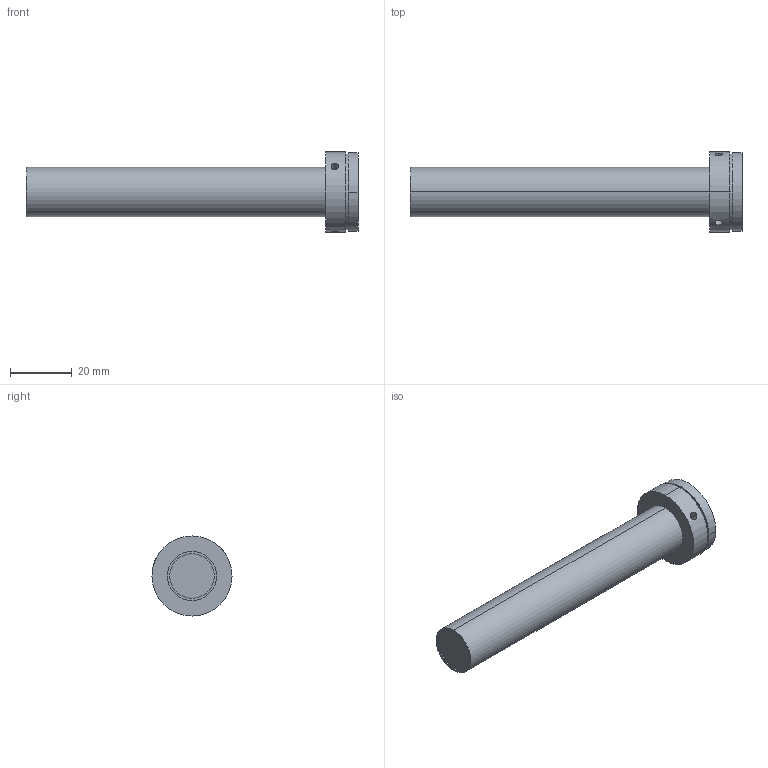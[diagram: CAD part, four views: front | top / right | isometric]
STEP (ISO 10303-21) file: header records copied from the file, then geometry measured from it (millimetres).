
FILE_DESCRIPTION (( 'STEP AP203' ), '1' );
FILE_NAME ('WWL40-65A.STEP', '2019-12-03T06:40:17', ( 'Windows 蚚誧' ), ( '' ), 'SwSTEP 2.0', 'SolidWorks 2017', '' );
FILE_SCHEMA (( 'CONFIG_CONTROL_DESIGN' ));
Length unit declared in the file: millimetre
Products named in the file (1): WWL40-65A
Bounding box: 107.83 x 26 x 26 mm (x, y, z)
Volume: 24016.5 mm3; surface area: 7057.4 mm2
Topology: 1 solids, 1 shells, 34 faces, 70 edges, 45 vertices
Faces by surface type: cylinder 21, plane 7, cone 6
Entity records: 1165 total; most frequent: CARTESIAN_POINT 364, DIRECTION 158, ORIENTED_EDGE 136, EDGE_CURVE 68, AXIS2_PLACEMENT_3D 67, VERTEX_POINT 45, EDGE_LOOP 43, FACE_OUTER_BOUND 34
